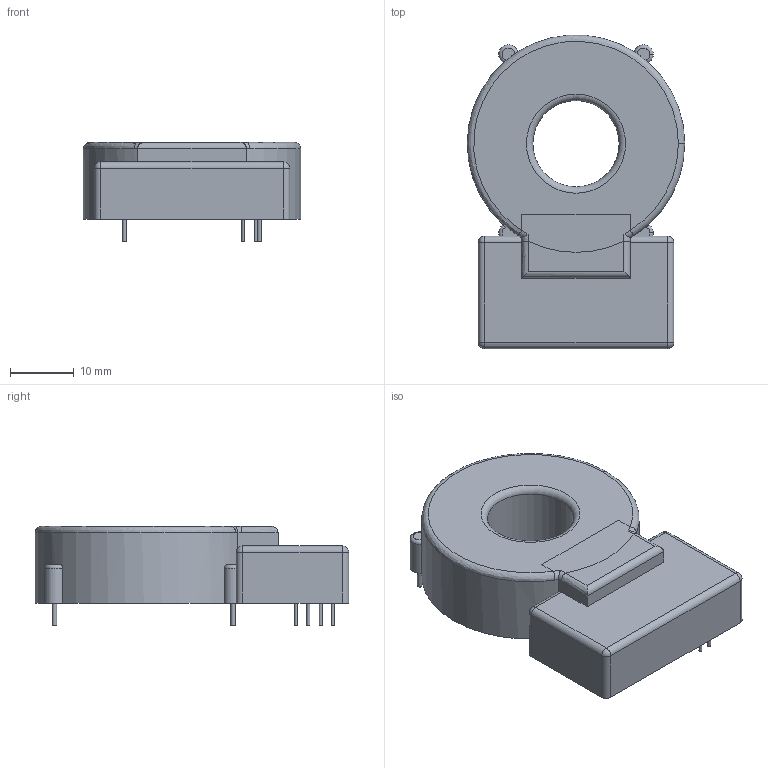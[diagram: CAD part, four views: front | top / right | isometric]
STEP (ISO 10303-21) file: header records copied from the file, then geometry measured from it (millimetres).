
FILE_DESCRIPTION(('FreeCAD Model'),'2;1');
FILE_NAME(3d/RCMB121.step','2021-05-19T00:49:34',('Author'),(''), 'Open CASCADE STEP processor 7.3','FreeCAD','Unknown');
FILE_SCHEMA(('AUTOMOTIVE_DESIGN { 1 0 10303 214 1 1 1 1 }'));
Length unit declared in the file: millimetre
Products named in the file (1): Body001
Bounding box: 34 x 49 x 15.5 mm (x, y, z)
Volume: 14013.6 mm3; surface area: 4881.9 mm2
Topology: 1 solids, 1 shells, 93 faces, 205 edges, 118 vertices
Faces by surface type: plane 41, cylinder 34, torus 8, bspline 6, sphere 4
Full cylindrical faces by diameter (mm): 0.46 x8, 0.7 x4, 13.5 x1
Entity records: 3125 total; most frequent: CARTESIAN_POINT 1088, DIRECTION 446, ORIENTED_EDGE 402, EDGE_CURVE 201, AXIS2_PLACEMENT_3D 186, VERTEX_POINT 118, FACE_BOUND 107, EDGE_LOOP 107
